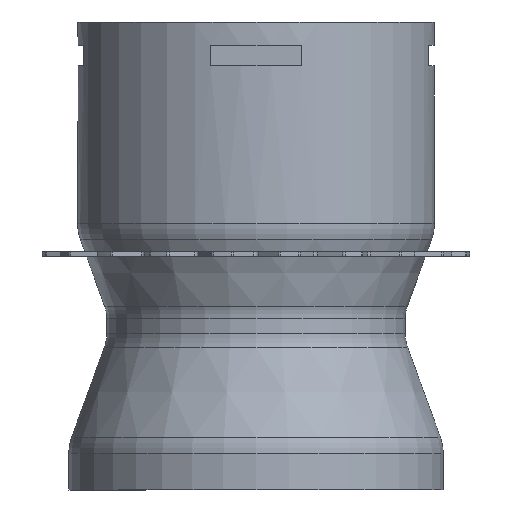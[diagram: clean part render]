
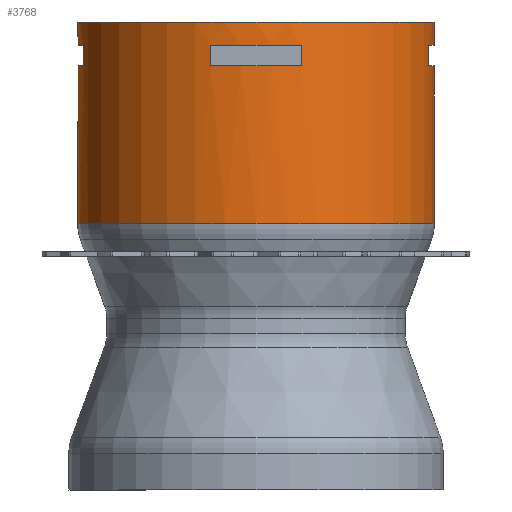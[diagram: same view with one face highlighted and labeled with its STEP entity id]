
A CAD part, front view. The second image highlights one B-rep face of the part: STEP entity #3768.
In plain terms, the highlighted cylindrical face has radius 610 mm (diameter 1220 mm), a full revolution.
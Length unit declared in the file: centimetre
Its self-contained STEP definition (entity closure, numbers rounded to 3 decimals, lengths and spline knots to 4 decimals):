
#20=FACE_BOUND('',#675,.T.);
#21=FACE_BOUND('',#676,.T.);
#22=FACE_BOUND('',#677,.T.);
#41=CYLINDRICAL_SURFACE('',#4044,61.);
#141=CIRCLE('',#3962,61.);
#142=CIRCLE('',#3964,61.);
#143=CIRCLE('',#3967,61.);
#144=CIRCLE('',#3969,61.);
#145=CIRCLE('',#3972,61.);
#146=CIRCLE('',#3973,61.);
#147=CIRCLE('',#3975,61.);
#148=CIRCLE('',#3976,61.);
#149=CIRCLE('',#3979,61.);
#150=CIRCLE('',#3981,61.);
#167=CIRCLE('',#4012,61.);
#190=CIRCLE('',#4045,61.);
#191=CIRCLE('',#4046,61.);
#464=FACE_OUTER_BOUND('',#674,.T.);
#674=EDGE_LOOP('',(#2799,#2800,#2801,#2802,#2803,#2804,#2805,#2806,#2807,
#2808,#2809,#2810,#2811));
#675=EDGE_LOOP('',(#2812,#2813,#2814,#2815));
#676=EDGE_LOOP('',(#2816,#2817,#2818,#2819));
#677=EDGE_LOOP('',(#2820,#2821,#2822,#2823));
#896=LINE('',#5811,#1228);
#897=LINE('',#5812,#1229);
#902=LINE('',#5828,#1234);
#903=LINE('',#5829,#1235);
#908=LINE('',#5849,#1240);
#909=LINE('',#5850,#1241);
#914=LINE('',#5866,#1246);
#915=LINE('',#5867,#1247);
#938=LINE('',#5991,#1270);
#939=LINE('',#5992,#1271);
#1228=VECTOR('',#4563,1.);
#1229=VECTOR('',#4564,1.);
#1234=VECTOR('',#4579,1.);
#1235=VECTOR('',#4580,1.);
#1240=VECTOR('',#4599,1.);
#1241=VECTOR('',#4600,1.);
#1246=VECTOR('',#4615,1.);
#1247=VECTOR('',#4616,1.);
#1270=VECTOR('',#4767,61.);
#1271=VECTOR('',#4768,61.);
#1539=VERTEX_POINT('',#5797);
#1540=VERTEX_POINT('',#5798);
#1542=VERTEX_POINT('',#5804);
#1543=VERTEX_POINT('',#5805);
#1545=VERTEX_POINT('',#5814);
#1546=VERTEX_POINT('',#5815);
#1548=VERTEX_POINT('',#5821);
#1549=VERTEX_POINT('',#5822);
#1551=VERTEX_POINT('',#5831);
#1552=VERTEX_POINT('',#5832);
#1554=VERTEX_POINT('',#5836);
#1555=VERTEX_POINT('',#5840);
#1556=VERTEX_POINT('',#5841);
#1558=VERTEX_POINT('',#5845);
#1559=VERTEX_POINT('',#5852);
#1560=VERTEX_POINT('',#5853);
#1562=VERTEX_POINT('',#5859);
#1563=VERTEX_POINT('',#5860);
#1581=VERTEX_POINT('',#5929);
#1600=VERTEX_POINT('',#5987);
#1601=VERTEX_POINT('',#5988);
#1954=EDGE_CURVE('',#1539,#1540,#141,.T.);
#1957=EDGE_CURVE('',#1542,#1543,#142,.T.);
#1960=EDGE_CURVE('',#1543,#1539,#896,.T.);
#1961=EDGE_CURVE('',#1540,#1542,#897,.T.);
#1962=EDGE_CURVE('',#1545,#1546,#143,.T.);
#1965=EDGE_CURVE('',#1548,#1549,#144,.T.);
#1968=EDGE_CURVE('',#1549,#1545,#902,.T.);
#1969=EDGE_CURVE('',#1546,#1548,#903,.T.);
#1970=EDGE_CURVE('',#1551,#1552,#145,.T.);
#1973=EDGE_CURVE('',#1552,#1554,#146,.T.);
#1974=EDGE_CURVE('',#1555,#1556,#147,.T.);
#1977=EDGE_CURVE('',#1556,#1558,#148,.T.);
#1978=EDGE_CURVE('',#1558,#1551,#908,.T.);
#1979=EDGE_CURVE('',#1554,#1555,#909,.T.);
#1980=EDGE_CURVE('',#1559,#1560,#149,.T.);
#1983=EDGE_CURVE('',#1562,#1563,#150,.T.);
#1986=EDGE_CURVE('',#1563,#1559,#914,.T.);
#1987=EDGE_CURVE('',#1560,#1562,#915,.T.);
#2020=EDGE_CURVE('',#1581,#1581,#167,.T.);
#2049=EDGE_CURVE('',#1600,#1601,#190,.T.);
#2050=EDGE_CURVE('',#1601,#1600,#191,.T.);
#2051=EDGE_CURVE('',#1601,#1552,#938,.T.);
#2052=EDGE_CURVE('',#1556,#1581,#939,.T.);
#2799=ORIENTED_EDGE('',*,*,#2049,.F.);
#2800=ORIENTED_EDGE('',*,*,#2050,.F.);
#2801=ORIENTED_EDGE('',*,*,#2051,.T.);
#2802=ORIENTED_EDGE('',*,*,#1973,.T.);
#2803=ORIENTED_EDGE('',*,*,#1979,.T.);
#2804=ORIENTED_EDGE('',*,*,#1974,.T.);
#2805=ORIENTED_EDGE('',*,*,#2052,.T.);
#2806=ORIENTED_EDGE('',*,*,#2020,.T.);
#2807=ORIENTED_EDGE('',*,*,#2052,.F.);
#2808=ORIENTED_EDGE('',*,*,#1977,.T.);
#2809=ORIENTED_EDGE('',*,*,#1978,.T.);
#2810=ORIENTED_EDGE('',*,*,#1970,.T.);
#2811=ORIENTED_EDGE('',*,*,#2051,.F.);
#2812=ORIENTED_EDGE('',*,*,#1983,.T.);
#2813=ORIENTED_EDGE('',*,*,#1986,.T.);
#2814=ORIENTED_EDGE('',*,*,#1980,.T.);
#2815=ORIENTED_EDGE('',*,*,#1987,.T.);
#2816=ORIENTED_EDGE('',*,*,#1965,.T.);
#2817=ORIENTED_EDGE('',*,*,#1968,.T.);
#2818=ORIENTED_EDGE('',*,*,#1962,.T.);
#2819=ORIENTED_EDGE('',*,*,#1969,.T.);
#2820=ORIENTED_EDGE('',*,*,#1957,.T.);
#2821=ORIENTED_EDGE('',*,*,#1960,.T.);
#2822=ORIENTED_EDGE('',*,*,#1954,.T.);
#2823=ORIENTED_EDGE('',*,*,#1961,.T.);
#3768=ADVANCED_FACE('',(#464,#20,#21,#22),#41,.T.);
#3962=AXIS2_PLACEMENT_3D('',#5799,#4551,#4552);
#3964=AXIS2_PLACEMENT_3D('',#5806,#4557,#4558);
#3967=AXIS2_PLACEMENT_3D('',#5816,#4567,#4568);
#3969=AXIS2_PLACEMENT_3D('',#5823,#4573,#4574);
#3972=AXIS2_PLACEMENT_3D('',#5833,#4583,#4584);
#3973=AXIS2_PLACEMENT_3D('',#5838,#4587,#4588);
#3975=AXIS2_PLACEMENT_3D('',#5842,#4591,#4592);
#3976=AXIS2_PLACEMENT_3D('',#5847,#4595,#4596);
#3979=AXIS2_PLACEMENT_3D('',#5854,#4603,#4604);
#3981=AXIS2_PLACEMENT_3D('',#5861,#4609,#4610);
#4012=AXIS2_PLACEMENT_3D('',#5930,#4691,#4692);
#4044=AXIS2_PLACEMENT_3D('',#5986,#4761,#4762);
#4045=AXIS2_PLACEMENT_3D('',#5989,#4763,#4764);
#4046=AXIS2_PLACEMENT_3D('',#5990,#4765,#4766);
#4551=DIRECTION('center_axis',(0.,0.,
-1.));
#4552=DIRECTION('ref_axis',(-1.,0.,0.));
#4557=DIRECTION('center_axis',(0.,0.,
1.));
#4558=DIRECTION('ref_axis',(-1.,0.,0.));
#4563=DIRECTION('',(0.,0.,-1.));
#4564=DIRECTION('',(0.,0.,1.));
#4567=DIRECTION('center_axis',(0.,0.,
-1.));
#4568=DIRECTION('ref_axis',(-1.,0.,0.));
#4573=DIRECTION('center_axis',(0.,0.,
1.));
#4574=DIRECTION('ref_axis',(-1.,0.,0.));
#4579=DIRECTION('',(0.,0.,-1.));
#4580=DIRECTION('',(0.,0.,1.));
#4583=DIRECTION('center_axis',(0.,0.,-1.));
#4584=DIRECTION('ref_axis',(-1.,0.,0.));
#4587=DIRECTION('center_axis',(0.,0.,-1.));
#4588=DIRECTION('ref_axis',(-1.,0.,0.));
#4591=DIRECTION('center_axis',(0.,0.,1.));
#4592=DIRECTION('ref_axis',(-1.,0.,0.));
#4595=DIRECTION('center_axis',(0.,0.,1.));
#4596=DIRECTION('ref_axis',(-1.,0.,0.));
#4599=DIRECTION('',(0.,0.,-1.));
#4600=DIRECTION('',(0.,0.,1.));
#4603=DIRECTION('center_axis',(0.,0.,
-1.));
#4604=DIRECTION('ref_axis',(-1.,0.,0.));
#4609=DIRECTION('center_axis',(0.,0.,
1.));
#4610=DIRECTION('ref_axis',(-1.,0.,0.));
#4615=DIRECTION('',(0.,0.,-1.));
#4616=DIRECTION('',(0.,0.,1.));
#4691=DIRECTION('center_axis',(0.,0.,-1.));
#4692=DIRECTION('ref_axis',(-1.,0.,0.));
#4761=DIRECTION('center_axis',(0.,0.,
-1.));
#4762=DIRECTION('ref_axis',(-1.,0.,0.));
#4763=DIRECTION('center_axis',(0.,0.,
-1.));
#4764=DIRECTION('ref_axis',(1.,0.,0.));
#4765=DIRECTION('center_axis',(0.,0.,
-1.));
#4766=DIRECTION('ref_axis',(1.,0.,0.));
#4767=DIRECTION('',(0.,0.,1.));
#4768=DIRECTION('',(0.,0.,1.));
#5797=CARTESIAN_POINT('',(-15.4919,59.,145.));
#5798=CARTESIAN_POINT('',(15.4919,59.,145.));
#5799=CARTESIAN_POINT('Origin',(0.,0.,
145.));
#5804=CARTESIAN_POINT('',(15.4919,59.,152.));
#5805=CARTESIAN_POINT('',(-15.4919,59.,152.));
#5806=CARTESIAN_POINT('Origin',(0.,0.,
152.));
#5811=CARTESIAN_POINT('',(-15.4919,59.,141.9428));
#5812=CARTESIAN_POINT('',(15.4919,59.,141.9428));
#5814=CARTESIAN_POINT('',(15.4919,-59.,145.));
#5815=CARTESIAN_POINT('',(-15.4919,-59.,145.));
#5816=CARTESIAN_POINT('Origin',(0.,0.,
145.));
#5821=CARTESIAN_POINT('',(-15.4919,-59.,152.));
#5822=CARTESIAN_POINT('',(15.4919,-59.,152.));
#5823=CARTESIAN_POINT('Origin',(0.,0.,
152.));
#5828=CARTESIAN_POINT('',(15.4919,-59.,141.9428));
#5829=CARTESIAN_POINT('',(-15.4919,-59.,141.9428));
#5831=CARTESIAN_POINT('',(59.,15.4919,145.));
#5832=CARTESIAN_POINT('',(61.,0.,145.));
#5833=CARTESIAN_POINT('Origin',(0.,0.,
145.));
#5836=CARTESIAN_POINT('',(59.,-15.4919,145.));
#5838=CARTESIAN_POINT('Origin',(0.,0.,
145.));
#5840=CARTESIAN_POINT('',(59.,-15.4919,152.));
#5841=CARTESIAN_POINT('',(61.,0.,152.));
#5842=CARTESIAN_POINT('Origin',(0.,0.,
152.));
#5845=CARTESIAN_POINT('',(59.,15.4919,152.));
#5847=CARTESIAN_POINT('Origin',(0.,0.,
152.));
#5849=CARTESIAN_POINT('',(59.,15.4919,141.9428));
#5850=CARTESIAN_POINT('',(59.,-15.4919,141.9428));
#5852=CARTESIAN_POINT('',(-59.,-15.4919,145.));
#5853=CARTESIAN_POINT('',(-59.,15.4919,145.));
#5854=CARTESIAN_POINT('Origin',(0.,0.,
145.));
#5859=CARTESIAN_POINT('',(-59.,15.4919,152.));
#5860=CARTESIAN_POINT('',(-59.,-15.4919,152.));
#5861=CARTESIAN_POINT('Origin',(0.,0.,
152.));
#5866=CARTESIAN_POINT('',(-59.,-15.4919,141.9428));
#5867=CARTESIAN_POINT('',(-59.,15.4919,141.9428));
#5929=CARTESIAN_POINT('',(61.,0.,160.));
#5930=CARTESIAN_POINT('Origin',(0.,0.,
160.));
#5986=CARTESIAN_POINT('Origin',(0.,0.,
110.5474));
#5987=CARTESIAN_POINT('',(0.,-61.,91.0948));
#5988=CARTESIAN_POINT('',(61.,0.,91.0948));
#5989=CARTESIAN_POINT('Origin',(0.,0.,
91.0948));
#5990=CARTESIAN_POINT('Origin',(0.,0.,
91.0948));
#5991=CARTESIAN_POINT('',(61.,0.,110.5474));
#5992=CARTESIAN_POINT('',(61.,0.,110.5474));
